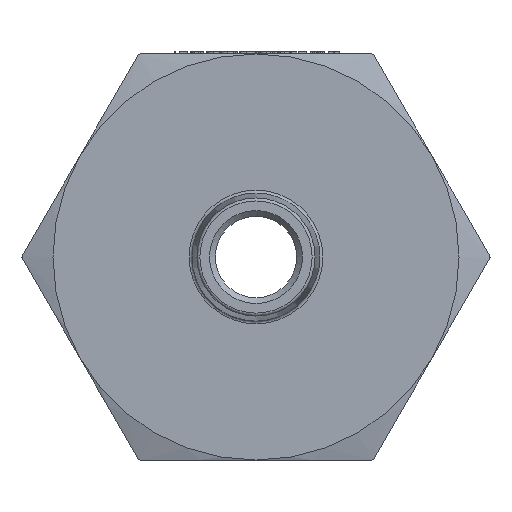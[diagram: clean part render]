
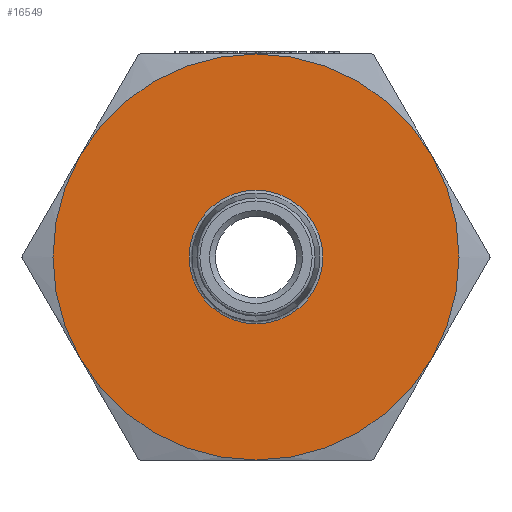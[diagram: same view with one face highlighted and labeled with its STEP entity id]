
A CAD part, left-side view. The second image highlights one B-rep face of the part: STEP entity #16549.
In plain terms, the highlighted planar face has unit normal (-1, 0, 0).
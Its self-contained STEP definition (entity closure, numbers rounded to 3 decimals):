
#11 = CARTESIAN_POINT ( 'NONE',  ( -4.25, -8.66, -5. ) ) ;
#26 = CARTESIAN_POINT ( 'NONE',  ( -4.25, -8.66, 5. ) ) ;
#90 = CARTESIAN_POINT ( 'NONE',  ( -4.25, 8.66, 5. ) ) ;
#157 = CARTESIAN_POINT ( 'NONE',  ( -4.25, 8.66, -5. ) ) ;
#160 = CARTESIAN_POINT ( 'NONE',  ( -4.25, 0., -10. ) ) ;
#412 = AXIS2_PLACEMENT_3D ( 'NONE', #6438, #6400, #6456 ) ;
#413 = AXIS2_PLACEMENT_3D ( 'NONE', #2460, #2461, #2462 ) ;
#472 = AXIS2_PLACEMENT_3D ( 'NONE', #9820, #9821, #9863 ) ;
#682 = AXIS2_PLACEMENT_3D ( 'NONE', #4208, #4268, #4198 ) ;
#683 = AXIS2_PLACEMENT_3D ( 'NONE', #2652, #2653, #2654 ) ;
#697 = AXIS2_PLACEMENT_3D ( 'NONE', #2649, #2650, #2651 ) ;
#1040 = CIRCLE ( 'NONE', #412, 10. ) ;
#1056 = CIRCLE ( 'NONE', #682, 10. ) ;
#1080 = CIRCLE ( 'NONE', #472, 10. ) ;
#1106 = CIRCLE ( 'NONE', #413, 10. ) ;
#1126 = CIRCLE ( 'NONE', #697, 10. ) ;
#1127 = CIRCLE ( 'NONE', #683, 10. ) ;
#2460 = CARTESIAN_POINT ( 'NONE',  ( -4.25, 0., 0. ) ) ;
#2461 = DIRECTION ( 'NONE',  ( -1., 0., 0. ) ) ;
#2462 = DIRECTION ( 'NONE',  ( 0., 0., 1. ) ) ;
#2649 = CARTESIAN_POINT ( 'NONE',  ( -4.25, 0., 0. ) ) ;
#2650 = DIRECTION ( 'NONE',  ( -1., 0., 0. ) ) ;
#2651 = DIRECTION ( 'NONE',  ( 0., 0., 1. ) ) ;
#2652 = CARTESIAN_POINT ( 'NONE',  ( -4.25, 0., 0. ) ) ;
#2653 = DIRECTION ( 'NONE',  ( -1., 0., 0. ) ) ;
#2654 = DIRECTION ( 'NONE',  ( 0., 0., 1. ) ) ;
#3589 = AXIS2_PLACEMENT_3D ( 'NONE', #11750, #11751, #11752 ) ;
#4198 = DIRECTION ( 'NONE',  ( 0., 0., 1. ) ) ;
#4208 = CARTESIAN_POINT ( 'NONE',  ( -4.25, 0., 0. ) ) ;
#4268 = DIRECTION ( 'NONE',  ( -1., 0., 0. ) ) ;
#4624 = VERTEX_POINT ( 'NONE', #26 ) ;
#4625 = VERTEX_POINT ( 'NONE', #157 ) ;
#4632 = VERTEX_POINT ( 'NONE', #160 ) ;
#4657 = VERTEX_POINT ( 'NONE', #11 ) ;
#4660 = VERTEX_POINT ( 'NONE', #90 ) ;
#4734 = VERTEX_POINT ( 'NONE', #14340 ) ;
#4838 = CIRCLE ( 'NONE', #14438, 3.294 ) ;
#5899 = EDGE_CURVE ( 'NONE', #4734, #4734, #4838, .T. ) ;
#6047 = EDGE_CURVE ( 'NONE', #4625, #4632, #1040, .T. ) ;
#6074 = EDGE_CURVE ( 'NONE', #4624, #14476, #1056, .T. ) ;
#6096 = EDGE_CURVE ( 'NONE', #4660, #4625, #1080, .T. ) ;
#6123 = EDGE_CURVE ( 'NONE', #14476, #4660, #1106, .T. ) ;
#6144 = EDGE_CURVE ( 'NONE', #4632, #4657, #1126, .T. ) ;
#6145 = EDGE_CURVE ( 'NONE', #4657, #4624, #1127, .T. ) ;
#6400 = DIRECTION ( 'NONE',  ( -1., 0., 0. ) ) ;
#6438 = CARTESIAN_POINT ( 'NONE',  ( -4.25, 0., 0. ) ) ;
#6456 = DIRECTION ( 'NONE',  ( 0., 0., 1. ) ) ;
#8078 = CARTESIAN_POINT ( 'NONE',  ( -4.25, 0., 10. ) ) ;
#8528 = DIRECTION ( 'NONE',  ( 0., 0., -1. ) ) ;
#8677 = DIRECTION ( 'NONE',  ( -1., 0., 0. ) ) ;
#8699 = CARTESIAN_POINT ( 'NONE',  ( -4.25, 0., 0. ) ) ;
#9820 = CARTESIAN_POINT ( 'NONE',  ( -4.25, 0., 0. ) ) ;
#9821 = DIRECTION ( 'NONE',  ( -1., 0., 0. ) ) ;
#9863 = DIRECTION ( 'NONE',  ( 0., 0., 1. ) ) ;
#10216 = FACE_OUTER_BOUND ( 'NONE', #15418, .T. ) ;
#10217 = FACE_BOUND ( 'NONE', #15420, .T. ) ;
#11749 = PLANE ( 'NONE',  #3589 ) ;
#11750 = CARTESIAN_POINT ( 'NONE',  ( -4.25, 0., 0. ) ) ;
#11751 = DIRECTION ( 'NONE',  ( 1., 0., 0. ) ) ;
#11752 = DIRECTION ( 'NONE',  ( 0., 0., -1. ) ) ;
#14340 = CARTESIAN_POINT ( 'NONE',  ( -4.25, 0., -3.294 ) ) ;
#14438 = AXIS2_PLACEMENT_3D ( 'NONE', #8699, #8677, #8528 ) ;
#14476 = VERTEX_POINT ( 'NONE', #8078 ) ;
#14743 = ORIENTED_EDGE ( 'NONE', *, *, #6123, .T. ) ;
#14748 = ORIENTED_EDGE ( 'NONE', *, *, #6096, .T. ) ;
#14754 = ORIENTED_EDGE ( 'NONE', *, *, #6074, .T. ) ;
#14772 = ORIENTED_EDGE ( 'NONE', *, *, #6047, .T. ) ;
#14847 = ORIENTED_EDGE ( 'NONE', *, *, #5899, .F. ) ;
#14863 = ORIENTED_EDGE ( 'NONE', *, *, #6144, .T. ) ;
#15039 = ORIENTED_EDGE ( 'NONE', *, *, #6145, .T. ) ;
#15418 = EDGE_LOOP ( 'NONE', ( #14863, #15039, #14754, #14743, #14748, #14772 ) ) ;
#15420 = EDGE_LOOP ( 'NONE', ( #14847 ) ) ;
#16549 = ADVANCED_FACE ( 'NONE', ( #10216, #10217 ), #11749, .F. ) ;
